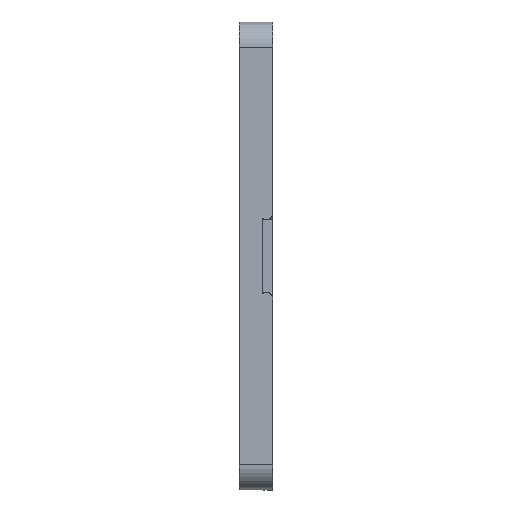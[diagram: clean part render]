
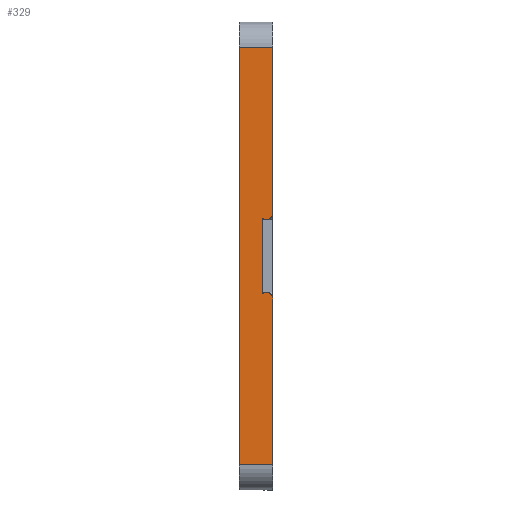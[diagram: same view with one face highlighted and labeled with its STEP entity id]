
A CAD part, left-side view. The second image highlights one B-rep face of the part: STEP entity #329.
In plain terms, the highlighted planar face has unit normal (-1, 0, 0).
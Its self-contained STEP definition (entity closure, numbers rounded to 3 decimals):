
#329 = ADVANCED_FACE ( 'NONE', ( #4224 ), #7518, .F. ) ;
#597 = CARTESIAN_POINT ( 'NONE',  ( -46.1, 0.469, 7.401 ) ) ;
#626 = CARTESIAN_POINT ( 'NONE',  ( -46.1, 6.6, -41.15 ) ) ;
#632 = EDGE_CURVE ( 'NONE', #8486, #5757, #5364, .T. ) ;
#988 = CARTESIAN_POINT ( 'NONE',  ( -46.1, 6.6, -41.15 ) ) ;
#993 = EDGE_CURVE ( 'NONE', #4167, #2638, #3724, .T. ) ;
#1151 = DIRECTION ( 'NONE',  ( 0., 0., 1. ) ) ;
#1317 = CARTESIAN_POINT ( 'NONE',  ( -46.1, 1.278, 7.1 ) ) ;
#1439 = DIRECTION ( 'NONE',  ( 0., -1., 0. ) ) ;
#1448 = CARTESIAN_POINT ( 'NONE',  ( -46.1, 0.239, 7.665 ) ) ;
#1453 = DIRECTION ( 'NONE',  ( 0., 0., -1. ) ) ;
#1619 = EDGE_CURVE ( 'NONE', #6468, #7559, #6720, .T. ) ;
#1981 = LINE ( 'NONE', #4653, #9153 ) ;
#2182 = CARTESIAN_POINT ( 'NONE',  ( -46.1, 1.278, 7.1 ) ) ;
#2257 = CARTESIAN_POINT ( 'NONE',  ( -46.1, 1.429, 7.1 ) ) ;
#2638 = VERTEX_POINT ( 'NONE', #5410 ) ;
#2717 = EDGE_CURVE ( 'NONE', #7559, #8486, #3786, .T. ) ;
#2756 = ORIENTED_EDGE ( 'NONE', *, *, #7151, .F. ) ;
#2807 = VECTOR ( 'NONE', #7262, 1000. ) ;
#2824 = VERTEX_POINT ( 'NONE', #4232 ) ;
#2916 = CARTESIAN_POINT ( 'NONE',  ( -46.1, 0.031, 8.148 ) ) ;
#2955 = CARTESIAN_POINT ( 'NONE',  ( -46.1, 6.6, -41.15 ) ) ;
#3006 = LINE ( 'NONE', #626, #8427 ) ;
#3065 = CARTESIAN_POINT ( 'NONE',  ( -46.1, 2.1, 7.428 ) ) ;
#3212 = EDGE_CURVE ( 'NONE', #2638, #2824, #7663, .T. ) ;
#3244 = CARTESIAN_POINT ( 'NONE',  ( -46.1, 0., -8.5 ) ) ;
#3269 = AXIS2_PLACEMENT_3D ( 'NONE', #2955, #4414, #1453 ) ;
#3386 = EDGE_CURVE ( 'NONE', #7978, #6468, #3006, .T. ) ;
#3580 = CARTESIAN_POINT ( 'NONE',  ( -46.1, 1.429, -7.1 ) ) ;
#3711 = CARTESIAN_POINT ( 'NONE',  ( -46.1, 1.579, -7.13 ) ) ;
#3723 = CARTESIAN_POINT ( 'NONE',  ( -46.1, 0.61, 7.292 ) ) ;
#3724 = B_SPLINE_CURVE_WITH_KNOTS ( 'NONE', 3,
 ( #2182, #5951, #8289, #6017, #4562, #3723, #597, #1448, #9098, #2916, #4523, #4487 ),
 .UNSPECIFIED., .F., .F.,
 ( 4, 2, 2, 2, 2, 4 ),
 ( 0.001, 0.001, 0.001, 0.002, 0.002, 0.003 ),
 .UNSPECIFIED. ) ;
#3786 = B_SPLINE_CURVE_WITH_KNOTS ( 'NONE', 3,
 ( #3244, #8584, #4021, #9368, #5737, #7246, #8835, #4259, #5802, #8005 ),
 .UNSPECIFIED., .F., .F.,
 ( 4, 2, 2, 2, 4 ),
 ( 0., 0.001, 0.001, 0.002, 0.002 ),
 .UNSPECIFIED. ) ;
#4021 = CARTESIAN_POINT ( 'NONE',  ( -46.1, 0.03, -8.149 ) ) ;
#4167 = VERTEX_POINT ( 'NONE', #1317 ) ;
#4224 = FACE_OUTER_BOUND ( 'NONE', #7216, .T. ) ;
#4232 = CARTESIAN_POINT ( 'NONE',  ( -46.1, 0., 41.15 ) ) ;
#4255 = EDGE_CURVE ( 'NONE', #6936, #4167, #5712, .T. ) ;
#4259 = CARTESIAN_POINT ( 'NONE',  ( -46.1, 0.93, -7.14 ) ) ;
#4414 = DIRECTION ( 'NONE',  ( 1., 0., 0. ) ) ;
#4487 = CARTESIAN_POINT ( 'NONE',  ( -46.1, 0., 8.5 ) ) ;
#4523 = CARTESIAN_POINT ( 'NONE',  ( -46.1, 0., 8.323 ) ) ;
#4531 = CARTESIAN_POINT ( 'NONE',  ( -46.1, 1.988, 7.325 ) ) ;
#4562 = CARTESIAN_POINT ( 'NONE',  ( -46.1, 0.849, 7.178 ) ) ;
#4653 = CARTESIAN_POINT ( 'NONE',  ( -46.1, 6.6, 41.15 ) ) ;
#4711 = CARTESIAN_POINT ( 'NONE',  ( -46.1, 0., -41.15 ) ) ;
#4917 = ORIENTED_EDGE ( 'NONE', *, *, #1619, .T. ) ;
#5024 = DIRECTION ( 'NONE',  ( 0., 0., 1. ) ) ;
#5259 = ORIENTED_EDGE ( 'NONE', *, *, #632, .T. ) ;
#5347 = CARTESIAN_POINT ( 'NONE',  ( -46.1, 2.1, -7.428 ) ) ;
#5364 = B_SPLINE_CURVE_WITH_KNOTS ( 'NONE', 3,
 ( #7380, #3580, #3711, #7477, #6011, #9783 ),
 .UNSPECIFIED., .F., .F.,
 ( 4, 2, 4 ),
 ( 0.002, 0.003, 0.003 ),
 .UNSPECIFIED. ) ;
#5380 = EDGE_CURVE ( 'NONE', #5757, #6936, #8328, .T. ) ;
#5410 = CARTESIAN_POINT ( 'NONE',  ( -46.1, 0., 8.5 ) ) ;
#5438 = LINE ( 'NONE', #988, #2807 ) ;
#5712 = B_SPLINE_CURVE_WITH_KNOTS ( 'NONE', 3,
 ( #3065, #4531, #6734, #6831, #2257, #6092 ),
 .UNSPECIFIED., .F., .F.,
 ( 4, 2, 4 ),
 ( 0., 0., 0.001 ),
 .UNSPECIFIED. ) ;
#5737 = CARTESIAN_POINT ( 'NONE',  ( -46.1, 0.239, -7.664 ) ) ;
#5757 = VERTEX_POINT ( 'NONE', #5347 ) ;
#5802 = CARTESIAN_POINT ( 'NONE',  ( -46.1, 1.104, -7.1 ) ) ;
#5808 = CARTESIAN_POINT ( 'NONE',  ( -46.1, 0., -41.15 ) ) ;
#5818 = CARTESIAN_POINT ( 'NONE',  ( -46.1, 2.1, 7.428 ) ) ;
#5951 = CARTESIAN_POINT ( 'NONE',  ( -46.1, 1.191, 7.1 ) ) ;
#5977 = ORIENTED_EDGE ( 'NONE', *, *, #5380, .T. ) ;
#6011 = CARTESIAN_POINT ( 'NONE',  ( -46.1, 1.988, -7.325 ) ) ;
#6017 = CARTESIAN_POINT ( 'NONE',  ( -46.1, 0.932, 7.149 ) ) ;
#6092 = CARTESIAN_POINT ( 'NONE',  ( -46.1, 1.278, 7.1 ) ) ;
#6357 = ORIENTED_EDGE ( 'NONE', *, *, #3212, .T. ) ;
#6468 = VERTEX_POINT ( 'NONE', #4711 ) ;
#6720 = LINE ( 'NONE', #5808, #8388 ) ;
#6734 = CARTESIAN_POINT ( 'NONE',  ( -46.1, 1.861, 7.243 ) ) ;
#6788 = EDGE_CURVE ( 'NONE', #7978, #9182, #5438, .T. ) ;
#6831 = CARTESIAN_POINT ( 'NONE',  ( -46.1, 1.579, 7.13 ) ) ;
#6883 = ORIENTED_EDGE ( 'NONE', *, *, #6788, .F. ) ;
#6936 = VERTEX_POINT ( 'NONE', #5818 ) ;
#7151 = EDGE_CURVE ( 'NONE', #9182, #2824, #1981, .T. ) ;
#7216 = EDGE_LOOP ( 'NONE', ( #5977, #9477, #8157, #6357, #2756, #6883, #8967, #4917, #7530, #5259 ) ) ;
#7246 = CARTESIAN_POINT ( 'NONE',  ( -46.1, 0.47, -7.4 ) ) ;
#7262 = DIRECTION ( 'NONE',  ( 0., 0., 1. ) ) ;
#7380 = CARTESIAN_POINT ( 'NONE',  ( -46.1, 1.278, -7.1 ) ) ;
#7477 = CARTESIAN_POINT ( 'NONE',  ( -46.1, 1.86, -7.243 ) ) ;
#7518 = PLANE ( 'NONE',  #3269 ) ;
#7530 = ORIENTED_EDGE ( 'NONE', *, *, #2717, .T. ) ;
#7559 = VERTEX_POINT ( 'NONE', #9071 ) ;
#7663 = LINE ( 'NONE', #7959, #7912 ) ;
#7712 = DIRECTION ( 'NONE',  ( 0., -1., 0. ) ) ;
#7912 = VECTOR ( 'NONE', #1151, 1000. ) ;
#7959 = CARTESIAN_POINT ( 'NONE',  ( -46.1, 0., -41.15 ) ) ;
#7978 = VERTEX_POINT ( 'NONE', #9695 ) ;
#8005 = CARTESIAN_POINT ( 'NONE',  ( -46.1, 1.278, -7.1 ) ) ;
#8105 = DIRECTION ( 'NONE',  ( 0., 0., 1. ) ) ;
#8157 = ORIENTED_EDGE ( 'NONE', *, *, #993, .T. ) ;
#8203 = VECTOR ( 'NONE', #5024, 1000. ) ;
#8289 = CARTESIAN_POINT ( 'NONE',  ( -46.1, 1.102, 7.11 ) ) ;
#8328 = LINE ( 'NONE', #8860, #8203 ) ;
#8388 = VECTOR ( 'NONE', #8105, 1000. ) ;
#8427 = VECTOR ( 'NONE', #1439, 1000. ) ;
#8486 = VERTEX_POINT ( 'NONE', #9518 ) ;
#8584 = CARTESIAN_POINT ( 'NONE',  ( -46.1, 0., -8.324 ) ) ;
#8835 = CARTESIAN_POINT ( 'NONE',  ( -46.1, 0.612, -7.29 ) ) ;
#8860 = CARTESIAN_POINT ( 'NONE',  ( -46.1, 2.1, 7.428 ) ) ;
#8967 = ORIENTED_EDGE ( 'NONE', *, *, #3386, .T. ) ;
#8977 = CARTESIAN_POINT ( 'NONE',  ( -46.1, 6.6, 41.15 ) ) ;
#9071 = CARTESIAN_POINT ( 'NONE',  ( -46.1, 0., -8.5 ) ) ;
#9098 = CARTESIAN_POINT ( 'NONE',  ( -46.1, 0.15, 7.82 ) ) ;
#9153 = VECTOR ( 'NONE', #7712, 1000. ) ;
#9182 = VERTEX_POINT ( 'NONE', #8977 ) ;
#9368 = CARTESIAN_POINT ( 'NONE',  ( -46.1, 0.15, -7.819 ) ) ;
#9477 = ORIENTED_EDGE ( 'NONE', *, *, #4255, .T. ) ;
#9518 = CARTESIAN_POINT ( 'NONE',  ( -46.1, 1.278, -7.1 ) ) ;
#9695 = CARTESIAN_POINT ( 'NONE',  ( -46.1, 6.6, -41.15 ) ) ;
#9783 = CARTESIAN_POINT ( 'NONE',  ( -46.1, 2.1, -7.428 ) ) ;
